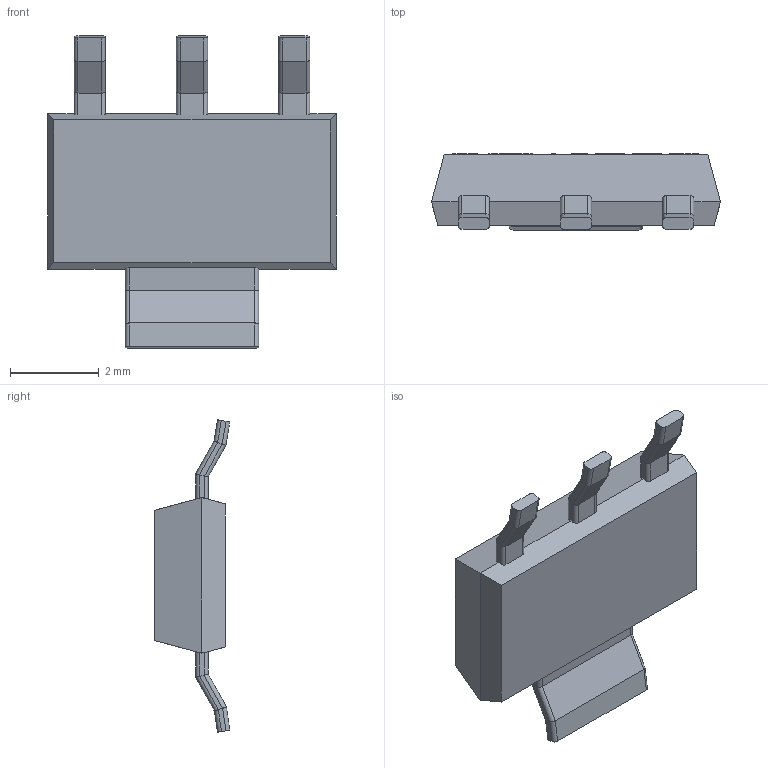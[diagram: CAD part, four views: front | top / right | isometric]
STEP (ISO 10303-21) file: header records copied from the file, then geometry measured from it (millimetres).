
FILE_DESCRIPTION (( 'STEP AP214' ), '1' );
FILE_NAME ('SOT-223.STEP', '2022-10-15T17:36:57', ( '' ), ( '' ), 'SwSTEP 2.0', 'SolidWorks 2021', '' );
FILE_SCHEMA (( 'AUTOMOTIVE_DESIGN' ));
Length unit declared in the file: millimetre
Products named in the file (1): SOT-223
Bounding box: 6.5 x 1.7 x 7.02 mm (x, y, z)
Volume: 35.3 mm3; surface area: 91.3 mm2
Topology: 1 solids, 1 shells, 196 faces, 490 edges, 304 vertices
Faces by surface type: plane 99, bspline 49, cylinder 48
Entity records: 10622 total; most frequent: CARTESIAN_POINT 4264, ORIENTED_EDGE 980, DIRECTION 656, EDGE_CURVE 490, VECTOR 328, LINE 328, VERTEX_POINT 304, EDGE_LOOP 204
